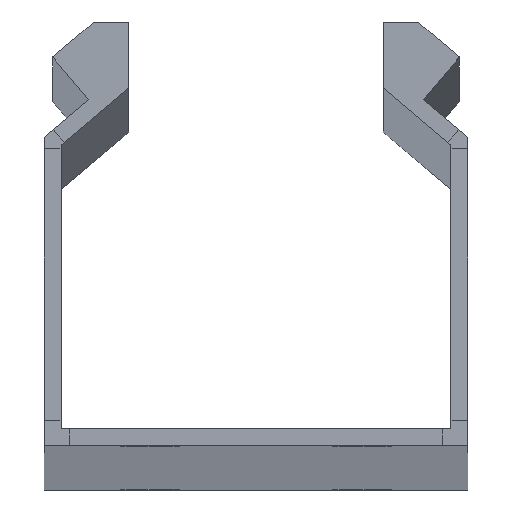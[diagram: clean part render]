
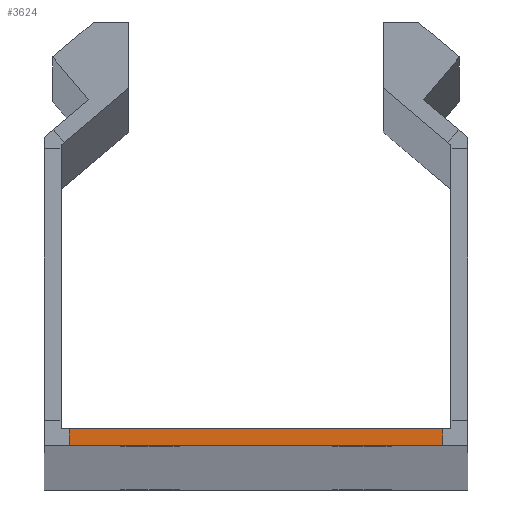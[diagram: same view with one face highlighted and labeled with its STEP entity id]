
A CAD part, top view. The second image highlights one B-rep face of the part: STEP entity #3624.
In plain terms, the highlighted planar face has unit normal (0, 0, 1).
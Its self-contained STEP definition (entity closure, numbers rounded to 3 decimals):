
#44 = EDGE_CURVE ( 'NONE', #2191, #3602, #521, .T. ) ;
#53 = CARTESIAN_POINT ( 'NONE',  ( -22., 2., 1500. ) ) ;
#235 = ORIENTED_EDGE ( 'NONE', *, *, #44, .T. ) ;
#236 = AXIS2_PLACEMENT_3D ( 'NONE', #489, #3262, #1425 ) ;
#489 = CARTESIAN_POINT ( 'NONE',  ( 23., 3., 1500. ) ) ;
#521 = LINE ( 'NONE', #2125, #2324 ) ;
#523 = DIRECTION ( 'NONE',  ( -1., 0., 0. ) ) ;
#558 = CARTESIAN_POINT ( 'NONE',  ( -25., 2., 1500. ) ) ;
#573 = ORIENTED_EDGE ( 'NONE', *, *, #3744, .T. ) ;
#586 = CARTESIAN_POINT ( 'NONE',  ( -22., 2., 1500. ) ) ;
#699 = VECTOR ( 'NONE', #1547, 1000. ) ;
#794 = PLANE ( 'NONE',  #236 ) ;
#952 = CARTESIAN_POINT ( 'NONE',  ( -25., 0., 1500. ) ) ;
#1037 = LINE ( 'NONE', #952, #1087 ) ;
#1087 = VECTOR ( 'NONE', #3779, 1000. ) ;
#1154 = EDGE_CURVE ( 'NONE', #2191, #3919, #1037, .T. ) ;
#1425 = DIRECTION ( 'NONE',  ( 1., 0., 0. ) ) ;
#1547 = DIRECTION ( 'NONE',  ( 0., -1., 0. ) ) ;
#2125 = CARTESIAN_POINT ( 'NONE',  ( 22., 0., 1500. ) ) ;
#2191 = VERTEX_POINT ( 'NONE', #2731 ) ;
#2194 = EDGE_LOOP ( 'NONE', ( #2719, #235, #573, #3027 ) ) ;
#2276 = CARTESIAN_POINT ( 'NONE',  ( 22., 2., 1500. ) ) ;
#2324 = VECTOR ( 'NONE', #3648, 1000. ) ;
#2719 = ORIENTED_EDGE ( 'NONE', *, *, #1154, .F. ) ;
#2727 = VECTOR ( 'NONE', #523, 1000. ) ;
#2731 = CARTESIAN_POINT ( 'NONE',  ( 22., 0., 1500. ) ) ;
#2776 = LINE ( 'NONE', #558, #2727 ) ;
#2843 = EDGE_CURVE ( 'NONE', #3413, #3919, #3180, .T. ) ;
#3026 = FACE_OUTER_BOUND ( 'NONE', #2194, .T. ) ;
#3027 = ORIENTED_EDGE ( 'NONE', *, *, #2843, .T. ) ;
#3180 = LINE ( 'NONE', #53, #699 ) ;
#3262 = DIRECTION ( 'NONE',  ( 0., 0., 1. ) ) ;
#3413 = VERTEX_POINT ( 'NONE', #586 ) ;
#3602 = VERTEX_POINT ( 'NONE', #2276 ) ;
#3624 = ADVANCED_FACE ( 'NONE', ( #3026 ), #794, .T. ) ;
#3648 = DIRECTION ( 'NONE',  ( 0., 1., 0. ) ) ;
#3714 = CARTESIAN_POINT ( 'NONE',  ( -22., 0., 1500. ) ) ;
#3744 = EDGE_CURVE ( 'NONE', #3602, #3413, #2776, .T. ) ;
#3779 = DIRECTION ( 'NONE',  ( -1., 0., 0. ) ) ;
#3919 = VERTEX_POINT ( 'NONE', #3714 ) ;
